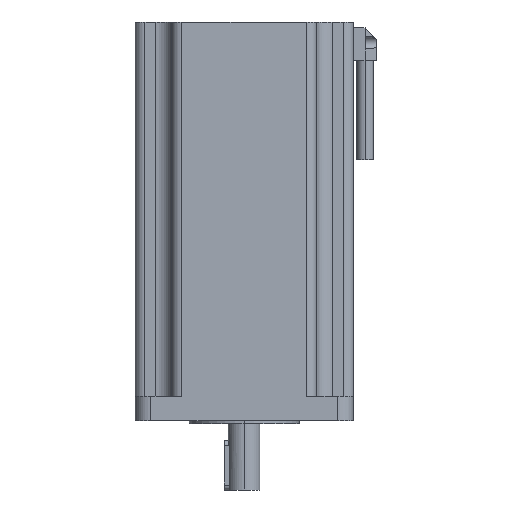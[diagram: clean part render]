
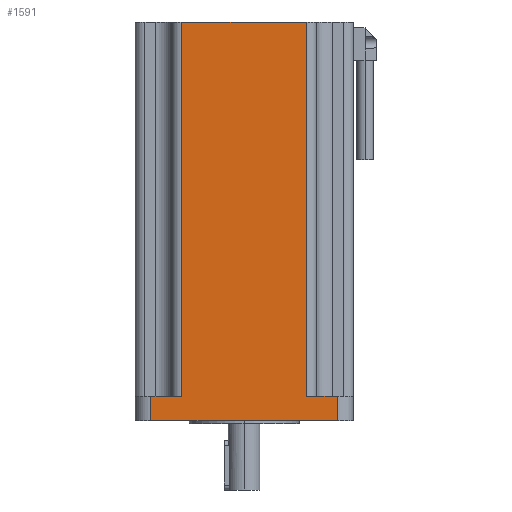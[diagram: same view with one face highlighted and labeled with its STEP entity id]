
A CAD part, left-side view. The second image highlights one B-rep face of the part: STEP entity #1591.
In plain terms, the highlighted planar face has unit normal (-1, 0, 0).
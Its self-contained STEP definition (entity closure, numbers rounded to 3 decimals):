
#148 = CARTESIAN_POINT ( 'NONE',  ( -55., -47., 201. ) ) ;
#149 = VECTOR ( 'NONE', #498, 1000. ) ;
#174 = DIRECTION ( 'NONE',  ( 0., 0., 1. ) ) ;
#230 = VERTEX_POINT ( 'NONE', #1141 ) ;
#270 = VERTEX_POINT ( 'NONE', #533 ) ;
#280 = LINE ( 'NONE', #698, #149 ) ;
#314 = ORIENTED_EDGE ( 'NONE', *, *, #393, .F. ) ;
#371 = EDGE_CURVE ( 'NONE', #1553, #744, #1966, .T. ) ;
#379 = VECTOR ( 'NONE', #2370, 1000. ) ;
#393 = EDGE_CURVE ( 'NONE', #2488, #270, #2434, .T. ) ;
#409 = AXIS2_PLACEMENT_3D ( 'NONE', #1458, #453, #1862 ) ;
#453 = DIRECTION ( 'NONE',  ( 1., 0., 0. ) ) ;
#462 = LINE ( 'NONE', #695, #923 ) ;
#498 = DIRECTION ( 'NONE',  ( 0., 0., -1. ) ) ;
#508 = CARTESIAN_POINT ( 'NONE',  ( -55., 47., 201. ) ) ;
#528 = LINE ( 'NONE', #1659, #2614 ) ;
#533 = CARTESIAN_POINT ( 'NONE',  ( -55., 31.5, 12.2 ) ) ;
#544 = EDGE_LOOP ( 'NONE', ( #1647, #2578, #314, #939, #551, #2100, #2374, #1315 ) ) ;
#551 = ORIENTED_EDGE ( 'NONE', *, *, #1744, .T. ) ;
#591 = DIRECTION ( 'NONE',  ( 0., -1., 0. ) ) ;
#632 = CARTESIAN_POINT ( 'NONE',  ( -55., 31.5, 201. ) ) ;
#649 = EDGE_CURVE ( 'NONE', #2488, #230, #1842, .T. ) ;
#672 = CARTESIAN_POINT ( 'NONE',  ( -55., -47., 12.2 ) ) ;
#695 = CARTESIAN_POINT ( 'NONE',  ( -55., 55., 0. ) ) ;
#698 = CARTESIAN_POINT ( 'NONE',  ( -55., 31.5, 201. ) ) ;
#744 = VERTEX_POINT ( 'NONE', #1732 ) ;
#923 = VECTOR ( 'NONE', #2119, 1000. ) ;
#929 = CARTESIAN_POINT ( 'NONE',  ( -55., 55., 201. ) ) ;
#939 = ORIENTED_EDGE ( 'NONE', *, *, #649, .T. ) ;
#1122 = VERTEX_POINT ( 'NONE', #1418 ) ;
#1141 = CARTESIAN_POINT ( 'NONE',  ( -55., 47., 0. ) ) ;
#1178 = VERTEX_POINT ( 'NONE', #632 ) ;
#1211 = EDGE_CURVE ( 'NONE', #1553, #1271, #528, .T. ) ;
#1237 = FACE_OUTER_BOUND ( 'NONE', #544, .T. ) ;
#1271 = VERTEX_POINT ( 'NONE', #672 ) ;
#1287 = VECTOR ( 'NONE', #591, 1000. ) ;
#1315 = ORIENTED_EDGE ( 'NONE', *, *, #371, .T. ) ;
#1316 = VECTOR ( 'NONE', #1549, 1000. ) ;
#1378 = EDGE_CURVE ( 'NONE', #1178, #270, #280, .T. ) ;
#1418 = CARTESIAN_POINT ( 'NONE',  ( -55., -47., 0. ) ) ;
#1458 = CARTESIAN_POINT ( 'NONE',  ( -55., 55., 201. ) ) ;
#1549 = DIRECTION ( 'NONE',  ( 0., 0., 1. ) ) ;
#1553 = VERTEX_POINT ( 'NONE', #2053 ) ;
#1591 = ADVANCED_FACE ( 'NONE', ( #1237 ), #2265, .F. ) ;
#1647 = ORIENTED_EDGE ( 'NONE', *, *, #2393, .F. ) ;
#1659 = CARTESIAN_POINT ( 'NONE',  ( -55., -36.5, 12.2 ) ) ;
#1718 = DIRECTION ( 'NONE',  ( 0., 0., -1. ) ) ;
#1732 = CARTESIAN_POINT ( 'NONE',  ( -55., -31.5, 201. ) ) ;
#1744 = EDGE_CURVE ( 'NONE', #230, #1122, #462, .T. ) ;
#1801 = CARTESIAN_POINT ( 'NONE',  ( -55., 47., 12.2 ) ) ;
#1842 = LINE ( 'NONE', #508, #1909 ) ;
#1862 = DIRECTION ( 'NONE',  ( 0., 1., 0. ) ) ;
#1896 = VECTOR ( 'NONE', #174, 1000. ) ;
#1909 = VECTOR ( 'NONE', #1718, 1000. ) ;
#1966 = LINE ( 'NONE', #2600, #1896 ) ;
#1983 = LINE ( 'NONE', #929, #379 ) ;
#2053 = CARTESIAN_POINT ( 'NONE',  ( -55., -31.5, 12.2 ) ) ;
#2076 = DIRECTION ( 'NONE',  ( 0., -1., 0. ) ) ;
#2100 = ORIENTED_EDGE ( 'NONE', *, *, #2416, .T. ) ;
#2119 = DIRECTION ( 'NONE',  ( 0., -1., 0. ) ) ;
#2265 = PLANE ( 'NONE',  #409 ) ;
#2370 = DIRECTION ( 'NONE',  ( 0., -1., 0. ) ) ;
#2374 = ORIENTED_EDGE ( 'NONE', *, *, #1211, .F. ) ;
#2393 = EDGE_CURVE ( 'NONE', #1178, #744, #1983, .T. ) ;
#2400 = LINE ( 'NONE', #148, #1316 ) ;
#2412 = CARTESIAN_POINT ( 'NONE',  ( -55., 47., 12.2 ) ) ;
#2416 = EDGE_CURVE ( 'NONE', #1122, #1271, #2400, .T. ) ;
#2434 = LINE ( 'NONE', #1801, #1287 ) ;
#2488 = VERTEX_POINT ( 'NONE', #2412 ) ;
#2578 = ORIENTED_EDGE ( 'NONE', *, *, #1378, .T. ) ;
#2600 = CARTESIAN_POINT ( 'NONE',  ( -55., -31.5, 201. ) ) ;
#2614 = VECTOR ( 'NONE', #2076, 1000. ) ;
